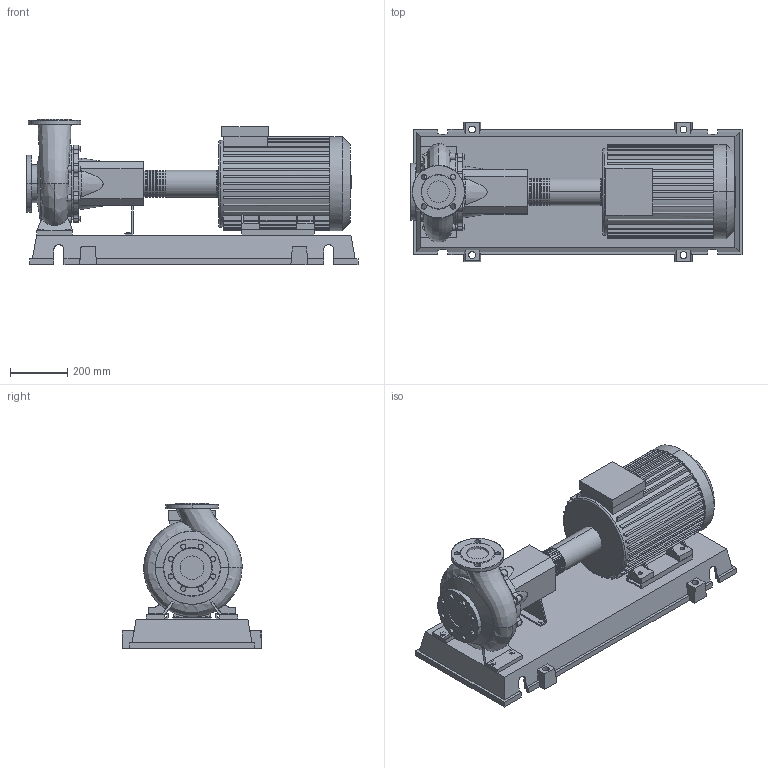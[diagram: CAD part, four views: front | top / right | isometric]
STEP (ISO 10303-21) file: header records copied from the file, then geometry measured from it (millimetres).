
FILE_DESCRIPTION((''),'2;1');
FILE_NAME('3d_NL65_200-18.5-2-12-4109185.stp','2015-03-03T07:17:20',(''),(''),'Mechanical Desktop 2009','Mechanical Desktop 2009',', , ');
FILE_SCHEMA(('CONFIG_CONTROL_DESIGN'));
Length unit declared in the file: millimetre
Products named in the file (1): Product
Bounding box: 1162.5 x 490 x 508 mm (x, y, z)
Volume: 64737102 mm3; surface area: 3658922.3 mm2
Topology: 13 solids, 13 shells, 865 faces, 2296 edges, 1511 vertices
Faces by surface type: plane 443, cylinder 217, bspline 183, cone 12, torus 10
Entity records: 30776 total; most frequent: CARTESIAN_POINT 9191, ORIENTED_EDGE 4594, DIRECTION 4281, EDGE_CURVE 2297, VERTEX_POINT 1510, VECTOR 1455, LINE 1455, AXIS2_PLACEMENT_3D 1413
